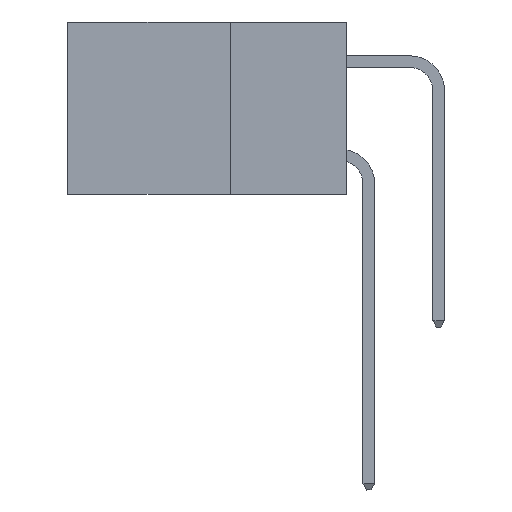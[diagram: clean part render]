
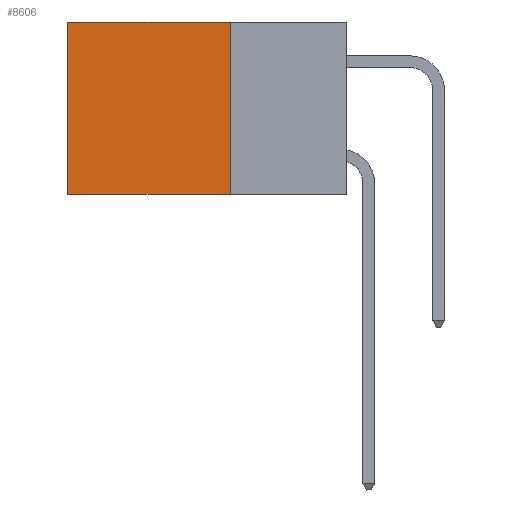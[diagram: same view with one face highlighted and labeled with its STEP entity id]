
A CAD part, left-side view. The second image highlights one B-rep face of the part: STEP entity #8606.
In plain terms, the highlighted planar face has unit normal (-1, 0, 0).
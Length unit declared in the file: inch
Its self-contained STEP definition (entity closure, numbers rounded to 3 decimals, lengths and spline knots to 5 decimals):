
#793 = EDGE_LOOP ( 'NONE', ( #31501, #12281, #23130, #18840 ) ) ;
#1774 = EDGE_CURVE ( 'NONE', #20158, #17279, #3184, .T. ) ;
#3184 = LINE ( 'NONE', #26044, #34022 ) ;
#3188 = LINE ( 'NONE', #35707, #24927 ) ;
#3727 = PLANE ( 'NONE',  #31892 ) ;
#6282 = LINE ( 'NONE', #32365, #21372 ) ;
#6608 = DIRECTION ( 'NONE',  ( 1., 0., 0. ) ) ;
#7540 = EDGE_CURVE ( 'NONE', #20158, #31320, #6282, .T. ) ;
#8606 = ADVANCED_FACE ( 'NONE', ( #22616 ), #3727, .F. ) ;
#8658 = CARTESIAN_POINT ( 'NONE',  ( 0.2875, 0.25, -0.37 ) ) ;
#9099 = VECTOR ( 'NONE', #33918, 39.37008 ) ;
#9127 = DIRECTION ( 'NONE',  ( 0., 0., -1. ) ) ;
#9819 = VERTEX_POINT ( 'NONE', #13186 ) ;
#12281 = ORIENTED_EDGE ( 'NONE', *, *, #26286, .F. ) ;
#13186 = CARTESIAN_POINT ( 'NONE',  ( 0.2875, 0.6, -0.37 ) ) ;
#15067 = CARTESIAN_POINT ( 'NONE',  ( 0.2875, 0.25, 0. ) ) ;
#17279 = VERTEX_POINT ( 'NONE', #32147 ) ;
#17537 = LINE ( 'NONE', #8658, #9099 ) ;
#18480 = DIRECTION ( 'NONE',  ( 0., 1., 0. ) ) ;
#18840 = ORIENTED_EDGE ( 'NONE', *, *, #7540, .T. ) ;
#20158 = VERTEX_POINT ( 'NONE', #25471 ) ;
#21176 = EDGE_CURVE ( 'NONE', #31320, #9819, #3188, .T. ) ;
#21372 = VECTOR ( 'NONE', #18480, 39.37008 ) ;
#22616 = FACE_OUTER_BOUND ( 'NONE', #793, .T. ) ;
#23130 = ORIENTED_EDGE ( 'NONE', *, *, #1774, .F. ) ;
#24927 = VECTOR ( 'NONE', #32925, 39.37008 ) ;
#25471 = CARTESIAN_POINT ( 'NONE',  ( 0.2875, 0.25, 0. ) ) ;
#26044 = CARTESIAN_POINT ( 'NONE',  ( 0.2875, 0.25, 0. ) ) ;
#26286 = EDGE_CURVE ( 'NONE', #17279, #9819, #17537, .T. ) ;
#26360 = DIRECTION ( 'NONE',  ( 0., 0., -1. ) ) ;
#31320 = VERTEX_POINT ( 'NONE', #31464 ) ;
#31464 = CARTESIAN_POINT ( 'NONE',  ( 0.2875, 0.6, 0. ) ) ;
#31501 = ORIENTED_EDGE ( 'NONE', *, *, #21176, .T. ) ;
#31892 = AXIS2_PLACEMENT_3D ( 'NONE', #15067, #6608, #26360 ) ;
#32147 = CARTESIAN_POINT ( 'NONE',  ( 0.2875, 0.25, -0.37 ) ) ;
#32365 = CARTESIAN_POINT ( 'NONE',  ( 0.2875, 0.25, 0. ) ) ;
#32925 = DIRECTION ( 'NONE',  ( 0., 0., -1. ) ) ;
#33918 = DIRECTION ( 'NONE',  ( 0., 1., 0. ) ) ;
#34022 = VECTOR ( 'NONE', #9127, 39.37008 ) ;
#35707 = CARTESIAN_POINT ( 'NONE',  ( 0.2875, 0.6, 0. ) ) ;
